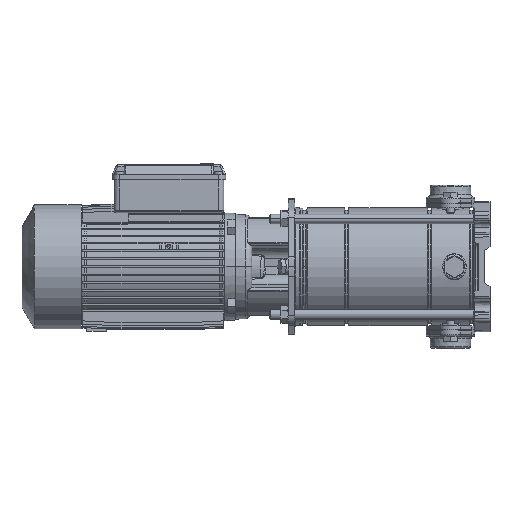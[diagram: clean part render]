
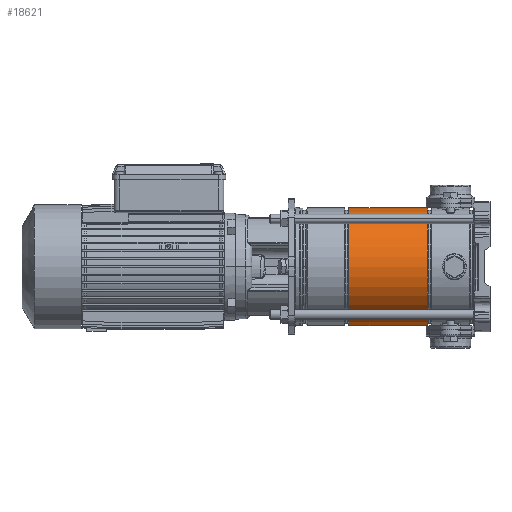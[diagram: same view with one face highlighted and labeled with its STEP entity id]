
A CAD part, left-side view. The second image highlights one B-rep face of the part: STEP entity #18621.
In plain terms, the highlighted cylindrical face has radius 74.4 mm (diameter 148.8 mm), a partial arc.
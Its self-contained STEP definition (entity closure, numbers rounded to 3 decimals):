
#828 = CARTESIAN_POINT ( 'NONE',  ( 0., 0., 166.664 ) ) ;
#7487 = VECTOR ( 'NONE', #33867, 1000. ) ;
#7706 = DIRECTION ( 'NONE',  ( 0., 0., -1. ) ) ;
#9164 = CARTESIAN_POINT ( 'NONE',  ( 74.4, 0., 0. ) ) ;
#9977 = CARTESIAN_POINT ( 'NONE',  ( 74.4, 0., 166.664 ) ) ;
#12763 = AXIS2_PLACEMENT_3D ( 'NONE', #21949, #7706, #35907 ) ;
#15231 = AXIS2_PLACEMENT_3D ( 'NONE', #30750, #54829, #26011 ) ;
#15364 = CARTESIAN_POINT ( 'NONE',  ( 74.4, 0., 67.336 ) ) ;
#17272 = DIRECTION ( 'NONE',  ( 0., 0., -1. ) ) ;
#17590 = LINE ( 'NONE', #41690, #51674 ) ;
#18621 = ADVANCED_FACE ( 'NONE', ( #25380 ), #19955, .T. ) ;
#18667 = LINE ( 'NONE', #9164, #7487 ) ;
#19955 = CYLINDRICAL_SURFACE ( 'NONE', #15231, 74.4 ) ;
#21949 = CARTESIAN_POINT ( 'NONE',  ( 0., 0., 67.336 ) ) ;
#23258 = EDGE_CURVE ( 'NONE', #51248, #42246, #39072, .T. ) ;
#23982 = CARTESIAN_POINT ( 'NONE',  ( -74.4, 0., 67.336 ) ) ;
#25380 = FACE_OUTER_BOUND ( 'NONE', #55529, .T. ) ;
#26011 = DIRECTION ( 'NONE',  ( -1., 0., 0. ) ) ;
#27357 = CARTESIAN_POINT ( 'NONE',  ( -74.4, 0., 166.664 ) ) ;
#30750 = CARTESIAN_POINT ( 'NONE',  ( 0., 0., 0. ) ) ;
#30971 = VERTEX_POINT ( 'NONE', #9977 ) ;
#32737 = ORIENTED_EDGE ( 'NONE', *, *, #42228, .T. ) ;
#33867 = DIRECTION ( 'NONE',  ( 0., 0., -1. ) ) ;
#34061 = DIRECTION ( 'NONE',  ( 0., 0., -1. ) ) ;
#34071 = ORIENTED_EDGE ( 'NONE', *, *, #23258, .F. ) ;
#34480 = EDGE_CURVE ( 'NONE', #34931, #51248, #17590, .T. ) ;
#34931 = VERTEX_POINT ( 'NONE', #27357 ) ;
#35907 = DIRECTION ( 'NONE',  ( -1., 0., 0. ) ) ;
#39072 = CIRCLE ( 'NONE', #12763, 74.4 ) ;
#41690 = CARTESIAN_POINT ( 'NONE',  ( -74.4, 0., 0. ) ) ;
#42228 = EDGE_CURVE ( 'NONE', #34931, #30971, #56130, .T. ) ;
#42246 = VERTEX_POINT ( 'NONE', #15364 ) ;
#44859 = DIRECTION ( 'NONE',  ( -1., 0., 0. ) ) ;
#49010 = AXIS2_PLACEMENT_3D ( 'NONE', #828, #34061, #44859 ) ;
#51248 = VERTEX_POINT ( 'NONE', #23982 ) ;
#51454 = ORIENTED_EDGE ( 'NONE', *, *, #62372, .T. ) ;
#51674 = VECTOR ( 'NONE', #17272, 1000. ) ;
#54829 = DIRECTION ( 'NONE',  ( 0., 0., -1. ) ) ;
#55529 = EDGE_LOOP ( 'NONE', ( #32737, #51454, #34071, #58498 ) ) ;
#56130 = CIRCLE ( 'NONE', #49010, 74.4 ) ;
#58498 = ORIENTED_EDGE ( 'NONE', *, *, #34480, .F. ) ;
#62372 = EDGE_CURVE ( 'NONE', #30971, #42246, #18667, .T. ) ;
